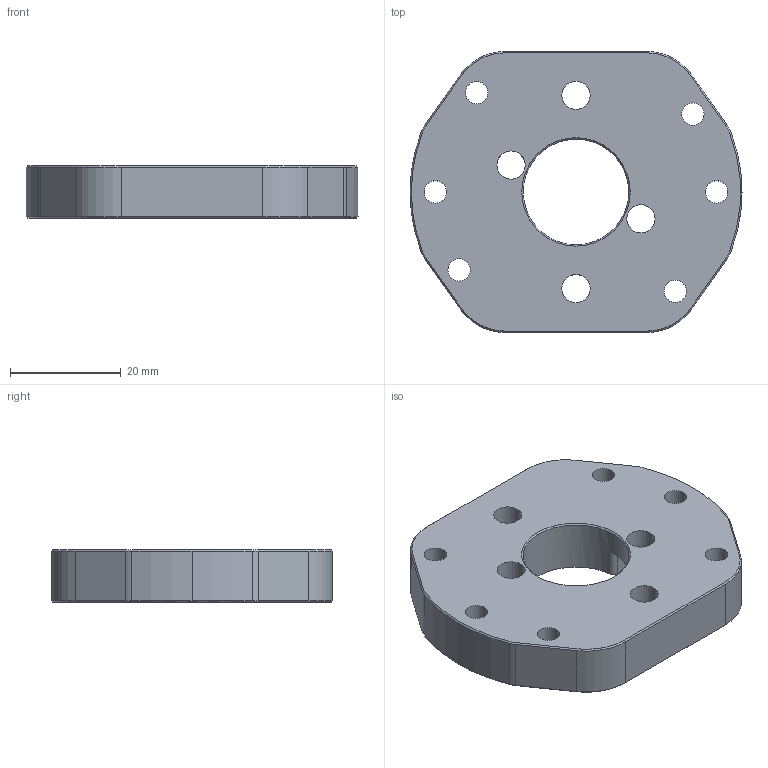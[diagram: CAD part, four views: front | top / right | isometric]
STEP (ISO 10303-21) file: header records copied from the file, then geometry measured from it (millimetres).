
FILE_DESCRIPTION (( 'STEP AP203' ), '1' );
FILE_NAME ('REV-21-4444.STEP', '2024-12-23T19:57:10', ( '' ), ( '' ), 'SwSTEP 2.0', 'SolidWorks 2022', '' );
FILE_SCHEMA (( 'CONFIG_CONTROL_DESIGN' ));
Length unit declared in the file: millimetre
Products named in the file (1): REV-21-4444
Bounding box: 60 x 50.8 x 9.53 mm (x, y, z)
Volume: 19411.8 mm3; surface area: 8054.1 mm2
Topology: 1 solids, 1 shells, 364 faces, 973 edges, 637 vertices
Faces by surface type: plane 279, cylinder 44, cone 24, bspline 17
Entity records: 12105 total; most frequent: CARTESIAN_POINT 2904, ORIENTED_EDGE 1946, DIRECTION 1752, EDGE_CURVE 973, VECTOR 822, LINE 822, VERTEX_POINT 637, AXIS2_PLACEMENT_3D 465
